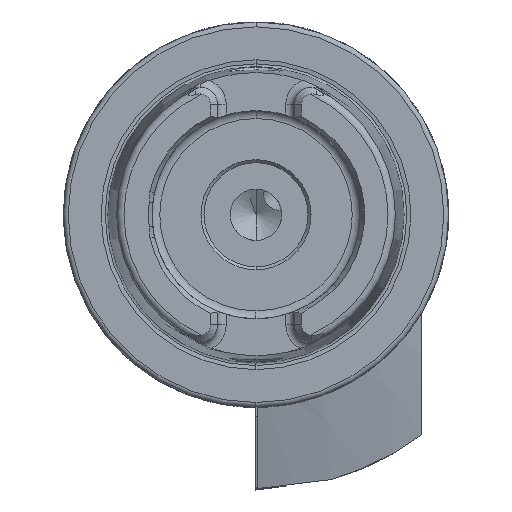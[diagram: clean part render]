
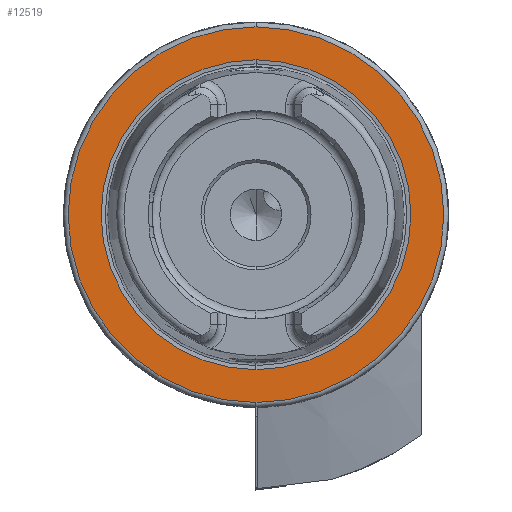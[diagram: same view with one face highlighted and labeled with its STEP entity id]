
A CAD part, left-side view. The second image highlights one B-rep face of the part: STEP entity #12519.
In plain terms, the highlighted planar face has unit normal (-1, 0, 0).
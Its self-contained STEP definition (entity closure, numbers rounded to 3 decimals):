
#384 = DIRECTION ( 'NONE',  ( 0., 0., 1. ) ) ;
#887 = EDGE_LOOP ( 'NONE', ( #4182, #1642 ) ) ;
#975 = ORIENTED_EDGE ( 'NONE', *, *, #5961, .T. ) ;
#1354 = CIRCLE ( 'NONE', #13375, 30.7 ) ;
#1389 = ORIENTED_EDGE ( 'NONE', *, *, #10388, .T. ) ;
#1613 = VERTEX_POINT ( 'NONE', #10083 ) ;
#1642 = ORIENTED_EDGE ( 'NONE', *, *, #10469, .F. ) ;
#1721 = DIRECTION ( 'NONE',  ( -1., 0., 0. ) ) ;
#2136 = CARTESIAN_POINT ( 'NONE',  ( 0., 0., -25.324 ) ) ;
#2333 = DIRECTION ( 'NONE',  ( -1., 0., 0. ) ) ;
#3426 = PLANE ( 'NONE',  #5758 ) ;
#3567 = DIRECTION ( 'NONE',  ( 0., 0., -1. ) ) ;
#3931 = AXIS2_PLACEMENT_3D ( 'NONE', #10783, #2333, #384 ) ;
#4018 = DIRECTION ( 'NONE',  ( 0., 0., 1. ) ) ;
#4182 = ORIENTED_EDGE ( 'NONE', *, *, #10204, .F. ) ;
#4690 = DIRECTION ( 'NONE',  ( 0., 0., 1. ) ) ;
#4812 = VERTEX_POINT ( 'NONE', #2136 ) ;
#4914 = DIRECTION ( 'NONE',  ( -1., 0., 0. ) ) ;
#4996 = CARTESIAN_POINT ( 'NONE',  ( 0., 0., 0. ) ) ;
#5363 = AXIS2_PLACEMENT_3D ( 'NONE', #4996, #4914, #4018 ) ;
#5382 = CARTESIAN_POINT ( 'NONE',  ( 0., 0., 30.7 ) ) ;
#5499 = CARTESIAN_POINT ( 'NONE',  ( 0., 30.7, 0. ) ) ;
#5604 = AXIS2_PLACEMENT_3D ( 'NONE', #8899, #1721, #4690 ) ;
#5758 = AXIS2_PLACEMENT_3D ( 'NONE', #5499, #7703, #3567 ) ;
#5961 = EDGE_CURVE ( 'NONE', #1613, #6772, #1354, .T. ) ;
#6338 = CIRCLE ( 'NONE', #3931, 25.324 ) ;
#6772 = VERTEX_POINT ( 'NONE', #5382 ) ;
#6902 = FACE_BOUND ( 'NONE', #887, .T. ) ;
#7703 = DIRECTION ( 'NONE',  ( 1., 0., 0. ) ) ;
#7857 = CARTESIAN_POINT ( 'NONE',  ( 0., 0., 0. ) ) ;
#8000 = CIRCLE ( 'NONE', #5604, 30.7 ) ;
#8899 = CARTESIAN_POINT ( 'NONE',  ( 0., 0., 0. ) ) ;
#9919 = DIRECTION ( 'NONE',  ( 0., 0., 1. ) ) ;
#10083 = CARTESIAN_POINT ( 'NONE',  ( 0., 0., -30.7 ) ) ;
#10204 = EDGE_CURVE ( 'NONE', #10494, #4812, #6338, .T. ) ;
#10370 = CARTESIAN_POINT ( 'NONE',  ( 0., 0., 25.324 ) ) ;
#10388 = EDGE_CURVE ( 'NONE', #6772, #1613, #8000, .T. ) ;
#10469 = EDGE_CURVE ( 'NONE', #4812, #10494, #11175, .T. ) ;
#10494 = VERTEX_POINT ( 'NONE', #10370 ) ;
#10783 = CARTESIAN_POINT ( 'NONE',  ( 0., 0., 0. ) ) ;
#11008 = EDGE_LOOP ( 'NONE', ( #1389, #975 ) ) ;
#11175 = CIRCLE ( 'NONE', #5363, 25.324 ) ;
#11906 = DIRECTION ( 'NONE',  ( -1., 0., 0. ) ) ;
#12244 = FACE_OUTER_BOUND ( 'NONE', #11008, .T. ) ;
#12519 = ADVANCED_FACE ( 'NONE', ( #6902, #12244 ), #3426, .F. ) ;
#13375 = AXIS2_PLACEMENT_3D ( 'NONE', #7857, #11906, #9919 ) ;
